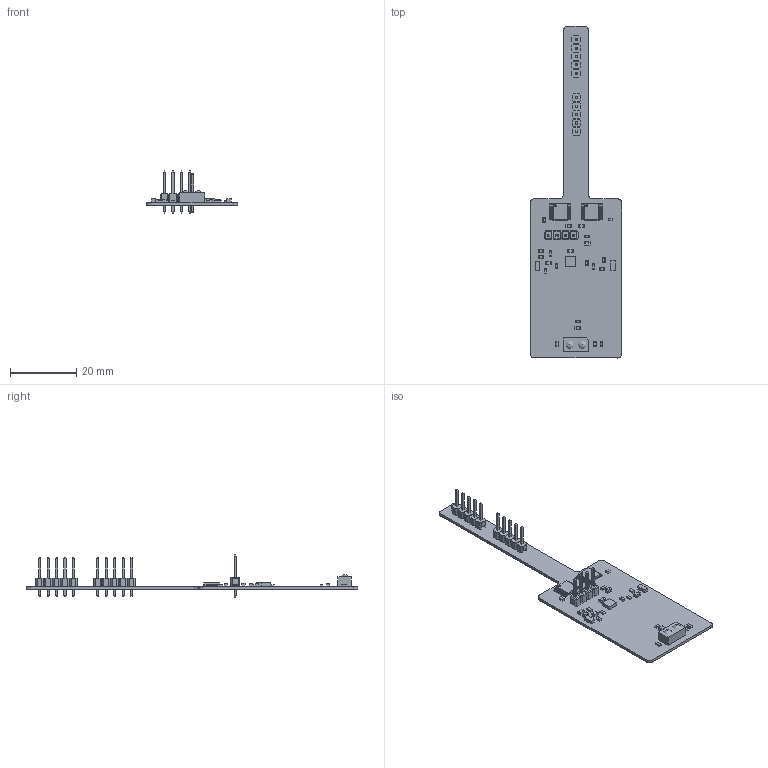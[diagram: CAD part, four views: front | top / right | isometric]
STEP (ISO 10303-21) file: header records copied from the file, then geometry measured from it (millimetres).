
FILE_DESCRIPTION(('Open CASCADE Model'),'2;1');
FILE_NAME('Open CASCADE Shape Model','2020-08-16T11:47:37',('Author'),( 'Open CASCADE'),'Open CASCADE STEP processor 6.5','Open CASCADE 6.5' ,'Unknown');
FILE_SCHEMA(('AUTOMOTIVE_DESIGN { 1 0 10303 214 1 1 1 1 }'));
Length unit declared in the file: millimetre
Products named in the file (64): PCB; Board; R9; 1661054512; Extruded; 1661054640; R9'; R8; D1; 1526268576; C10; CAPC1608X55N_EIA_0603; U3'; 1661054000; C7'; C6'; R7; R2; U4; 1661053872; U3; R5; R4; R3; C9; C8; IR1; 1526267808; 1661053744; 1520697064; Sphere; 1520697184; C7; C6; C5; C4; C3; C1; R1; 1661054384 ...
Assembly tree (106 placements, depth 4):
  PCB
    Board
    R9
      1661054512  x2
        Extruded
      1661054640
        Extruded
    R9'
      1661054512  x2
        Extruded
      1661054640
        Extruded
    R8
      1661054512  x2
        Extruded
      1661054640
        Extruded
    D1
      1526268576
        Extruded
    C10
      CAPC1608X55N_EIA_0603
    U3'
      1661054000
        Extruded
    C7'
      CAPC1608X55N_EIA_0603
    C6'
      CAPC1608X55N_EIA_0603
    R7
      1661054512  x2
        Extruded
      1661054640
        Extruded
    R2
      1661054512  x2
        Extruded
      1661054640
        Extruded
    U4
      1661053872
        Extruded
    U3
      1661054000
        Extruded
    R5
      1661054512  x2
        Extruded
      1661054640
        Extruded
    R4
      1661054512  x2
        Extruded
      1661054640
        Extruded
    R3
      1661054512  x2
        Extruded
      1661054640
        Extruded
Bounding box: 27.5 x 100 x 12.7 mm (x, y, z)
Volume: 1832.7 mm3; surface area: 5094.9 mm2
Topology: 68 solids, 72 shells, 1655 faces, 3836 edges, 2231 vertices
Faces by surface type: plane 1189, cylinder 360, sphere 90, bspline 16
Entity records: 42121 total; most frequent: CARTESIAN_POINT 10125, DIRECTION 4515, ORIENTED_EDGE 2978, PCURVE 2978, DEFINITIONAL_REPRESENTATION 2978, LINE 2679, VECTOR 2679, EDGE_CURVE 1501
